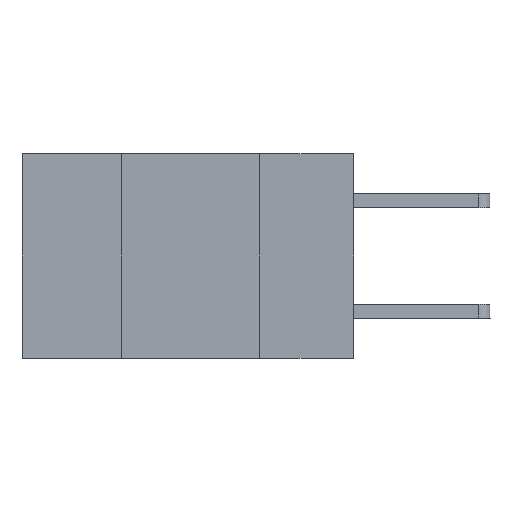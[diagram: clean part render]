
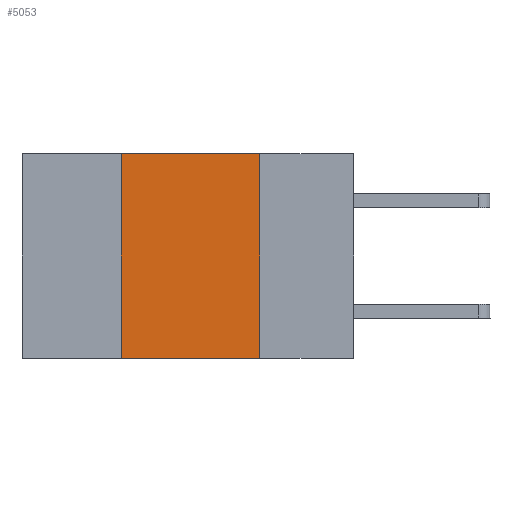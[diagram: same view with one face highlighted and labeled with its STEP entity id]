
A CAD part, left-side view. The second image highlights one B-rep face of the part: STEP entity #5053.
In plain terms, the highlighted planar face has unit normal (-1, 0, 0).
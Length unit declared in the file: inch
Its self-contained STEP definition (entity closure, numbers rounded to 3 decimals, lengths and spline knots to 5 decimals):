
#65 = LINE ( 'NONE', #5179, #3719 ) ;
#265 = ORIENTED_EDGE ( 'NONE', *, *, #6926, .T. ) ;
#365 = VERTEX_POINT ( 'NONE', #5114 ) ;
#707 = ORIENTED_EDGE ( 'NONE', *, *, #4369, .F. ) ;
#1813 = DIRECTION ( 'NONE',  ( 0., -1., 0. ) ) ;
#1880 = CARTESIAN_POINT ( 'NONE',  ( 0., 0.17, 0. ) ) ;
#1928 = VERTEX_POINT ( 'NONE', #1880 ) ;
#2174 = CARTESIAN_POINT ( 'NONE',  ( 0., 0.6, 0. ) ) ;
#2241 = PLANE ( 'NONE',  #8918 ) ;
#2751 = ORIENTED_EDGE ( 'NONE', *, *, #9870, .F. ) ;
#3301 = LINE ( 'NONE', #4063, #9337 ) ;
#3583 = ORIENTED_EDGE ( 'NONE', *, *, #7615, .F. ) ;
#3686 = DIRECTION ( 'NONE',  ( 0., 0., -1. ) ) ;
#3719 = VECTOR ( 'NONE', #3686, 39.37008 ) ;
#3991 = DIRECTION ( 'NONE',  ( 0., -1., 0. ) ) ;
#4063 = CARTESIAN_POINT ( 'NONE',  ( 0., 0.6, -0.37 ) ) ;
#4369 = EDGE_CURVE ( 'NONE', #9306, #1928, #10006, .T. ) ;
#5053 = ADVANCED_FACE ( 'NONE', ( #9745 ), #2241, .F. ) ;
#5114 = CARTESIAN_POINT ( 'NONE',  ( 0., 0.42, -0.37 ) ) ;
#5179 = CARTESIAN_POINT ( 'NONE',  ( 0., 0.17, 0. ) ) ;
#5232 = VERTEX_POINT ( 'NONE', #8047 ) ;
#5297 = DIRECTION ( 'NONE',  ( 0., 0., 1. ) ) ;
#5353 = DIRECTION ( 'NONE',  ( 1., 0., 0. ) ) ;
#5919 = CARTESIAN_POINT ( 'NONE',  ( 0., 0.42, 0. ) ) ;
#6081 = VECTOR ( 'NONE', #5297, 39.37008 ) ;
#6796 = DIRECTION ( 'NONE',  ( 0., 0., -1. ) ) ;
#6926 = EDGE_CURVE ( 'NONE', #365, #5232, #3301, .T. ) ;
#7615 = EDGE_CURVE ( 'NONE', #365, #9306, #8220, .T. ) ;
#8024 = EDGE_LOOP ( 'NONE', ( #2751, #707, #3583, #265 ) ) ;
#8047 = CARTESIAN_POINT ( 'NONE',  ( 0., 0.17, -0.37 ) ) ;
#8200 = CARTESIAN_POINT ( 'NONE',  ( 0., 0.6, 0. ) ) ;
#8220 = LINE ( 'NONE', #8574, #6081 ) ;
#8574 = CARTESIAN_POINT ( 'NONE',  ( 0., 0.42, 0. ) ) ;
#8918 = AXIS2_PLACEMENT_3D ( 'NONE', #2174, #5353, #6796 ) ;
#9261 = VECTOR ( 'NONE', #1813, 39.37008 ) ;
#9306 = VERTEX_POINT ( 'NONE', #5919 ) ;
#9337 = VECTOR ( 'NONE', #3991, 39.37008 ) ;
#9745 = FACE_OUTER_BOUND ( 'NONE', #8024, .T. ) ;
#9870 = EDGE_CURVE ( 'NONE', #1928, #5232, #65, .T. ) ;
#10006 = LINE ( 'NONE', #8200, #9261 ) ;
